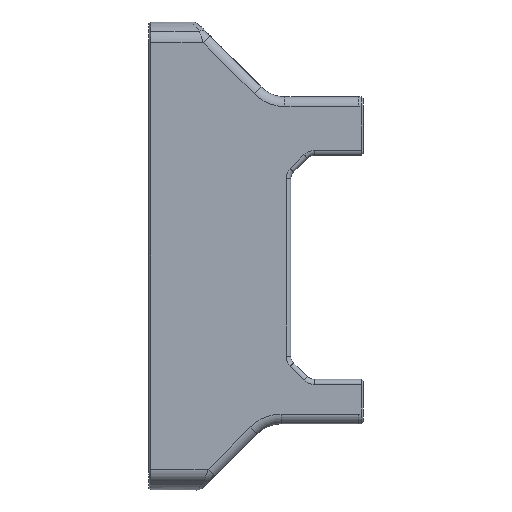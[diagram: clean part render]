
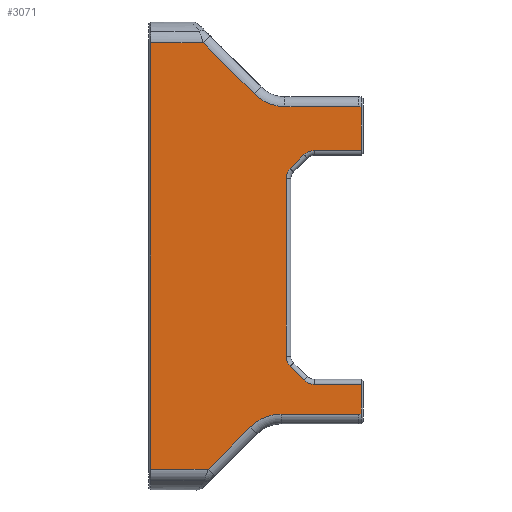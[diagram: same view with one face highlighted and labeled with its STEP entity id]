
A CAD part, front view. The second image highlights one B-rep face of the part: STEP entity #3071.
In plain terms, the highlighted planar face has unit normal (0, -1, 0).
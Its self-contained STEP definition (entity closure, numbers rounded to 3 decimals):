
#182=PLANE('',#3418);
#404=FACE_OUTER_BOUND('',#600,.T.);
#600=EDGE_LOOP('',(#2763,#2764,#2765,#2766,#2767,#2768,#2769,#2770,#2771,
#2772,#2773,#2774,#2775,#2776,#2777,#2778,#2779,#2780,#2781,#2782,#2783,
#2784,#2785));
#613=LINE('',#4329,#838);
#615=LINE('',#4341,#840);
#618=LINE('',#4351,#843);
#619=LINE('',#4353,#844);
#621=LINE('',#4359,#846);
#624=LINE('',#4365,#849);
#627=LINE('',#4397,#852);
#629=LINE('',#4409,#854);
#634=LINE('',#4603,#859);
#636=LINE('',#4615,#861);
#640=LINE('',#4634,#865);
#787=LINE('',#8037,#1012);
#795=LINE('',#8073,#1020);
#809=LINE('',#8155,#1034);
#817=LINE('',#8343,#1042);
#818=LINE('',#8346,#1043);
#823=LINE('',#8357,#1048);
#838=VECTOR('',#3436,1.);
#840=VECTOR('',#3450,1.);
#843=VECTOR('',#3459,1.);
#844=VECTOR('',#3460,1.);
#846=VECTOR('',#3466,1.);
#849=VECTOR('',#3471,1.);
#852=VECTOR('',#3482,1.);
#854=VECTOR('',#3496,1.);
#859=VECTOR('',#3521,1.);
#861=VECTOR('',#3535,1.);
#865=VECTOR('',#3555,1.);
#1012=VECTOR('',#4202,1.);
#1020=VECTOR('',#4218,1.);
#1034=VECTOR('',#4256,1.);
#1042=VECTOR('',#4268,1.);
#1043=VECTOR('',#4271,1.);
#1048=VECTOR('',#4286,1.);
#1065=CIRCLE('',#3101,9.);
#1075=CIRCLE('',#3118,9.);
#1080=CIRCLE('',#3127,3.);
#1082=CIRCLE('',#3133,3.);
#1086=CIRCLE('',#3139,3.);
#1093=CIRCLE('',#3152,3.);
#1216=VERTEX_POINT('',#4325);
#1218=VERTEX_POINT('',#4328);
#1220=VERTEX_POINT('',#4334);
#1222=VERTEX_POINT('',#4340);
#1226=VERTEX_POINT('',#4350);
#1227=VERTEX_POINT('',#4352);
#1229=VERTEX_POINT('',#4358);
#1231=VERTEX_POINT('',#4364);
#1234=VERTEX_POINT('',#4391);
#1237=VERTEX_POINT('',#4399);
#1240=VERTEX_POINT('',#4406);
#1246=VERTEX_POINT('',#4499);
#1247=VERTEX_POINT('',#4501);
#1251=VERTEX_POINT('',#4602);
#1253=VERTEX_POINT('',#4608);
#1255=VERTEX_POINT('',#4614);
#1257=VERTEX_POINT('',#4620);
#1262=VERTEX_POINT('',#4633);
#1268=VERTEX_POINT('',#4814);
#1446=VERTEX_POINT('',#8029);
#1453=VERTEX_POINT('',#8072);
#1468=VERTEX_POINT('',#8295);
#1469=VERTEX_POINT('',#8345);
#1482=EDGE_CURVE('',#1216,#1218,#613,.F.);
#1485=EDGE_CURVE('',#1218,#1220,#1065,.F.);
#1488=EDGE_CURVE('',#1220,#1222,#615,.F.);
#1493=EDGE_CURVE('',#1226,#1222,#618,.F.);
#1494=EDGE_CURVE('',#1226,#1227,#619,.T.);
#1497=EDGE_CURVE('',#1227,#1229,#621,.T.);
#1500=EDGE_CURVE('',#1229,#1231,#624,.F.);
#1507=EDGE_CURVE('',#1234,#1231,#627,.F.);
#1510=EDGE_CURVE('',#1237,#1234,#1075,.T.);
#1513=EDGE_CURVE('',#1240,#1237,#629,.F.);
#1522=EDGE_CURVE('',#1246,#1247,#1080,.T.);
#1528=EDGE_CURVE('',#1251,#1246,#634,.T.);
#1531=EDGE_CURVE('',#1253,#1251,#1082,.T.);
#1534=EDGE_CURVE('',#1255,#1253,#636,.T.);
#1537=EDGE_CURVE('',#1257,#1255,#1086,.T.);
#1543=EDGE_CURVE('',#1262,#1257,#640,.F.);
#1555=EDGE_CURVE('',#1268,#1262,#1093,.T.);
#1864=EDGE_CURVE('',#1216,#1446,#787,.T.);
#1874=EDGE_CURVE('',#1453,#1268,#795,.F.);
#1893=EDGE_CURVE('',#1453,#1446,#809,.F.);
#1905=EDGE_CURVE('',#1240,#1468,#817,.T.);
#1906=EDGE_CURVE('',#1247,#1469,#818,.T.);
#1912=EDGE_CURVE('',#1468,#1469,#823,.F.);
#2763=ORIENTED_EDGE('',*,*,#1912,.F.);
#2764=ORIENTED_EDGE('',*,*,#1905,.F.);
#2765=ORIENTED_EDGE('',*,*,#1513,.T.);
#2766=ORIENTED_EDGE('',*,*,#1510,.T.);
#2767=ORIENTED_EDGE('',*,*,#1507,.T.);
#2768=ORIENTED_EDGE('',*,*,#1500,.F.);
#2769=ORIENTED_EDGE('',*,*,#1497,.F.);
#2770=ORIENTED_EDGE('',*,*,#1494,.F.);
#2771=ORIENTED_EDGE('',*,*,#1493,.T.);
#2772=ORIENTED_EDGE('',*,*,#1488,.F.);
#2773=ORIENTED_EDGE('',*,*,#1485,.F.);
#2774=ORIENTED_EDGE('',*,*,#1482,.F.);
#2775=ORIENTED_EDGE('',*,*,#1864,.T.);
#2776=ORIENTED_EDGE('',*,*,#1893,.F.);
#2777=ORIENTED_EDGE('',*,*,#1874,.T.);
#2778=ORIENTED_EDGE('',*,*,#1555,.T.);
#2779=ORIENTED_EDGE('',*,*,#1543,.T.);
#2780=ORIENTED_EDGE('',*,*,#1537,.T.);
#2781=ORIENTED_EDGE('',*,*,#1534,.T.);
#2782=ORIENTED_EDGE('',*,*,#1531,.T.);
#2783=ORIENTED_EDGE('',*,*,#1528,.T.);
#2784=ORIENTED_EDGE('',*,*,#1522,.T.);
#2785=ORIENTED_EDGE('',*,*,#1906,.T.);
#3071=ADVANCED_FACE('',(#404),#182,.F.);
#3101=AXIS2_PLACEMENT_3D('',#4335,#3442,#3443);
#3118=AXIS2_PLACEMENT_3D('',#4403,#3489,#3490);
#3127=AXIS2_PLACEMENT_3D('',#4503,#3511,#3512);
#3133=AXIS2_PLACEMENT_3D('',#4609,#3527,#3528);
#3139=AXIS2_PLACEMENT_3D('',#4621,#3541,#3542);
#3152=AXIS2_PLACEMENT_3D('',#4816,#3573,#3574);
#3418=AXIS2_PLACEMENT_3D('',#8356,#4284,#4285);
#3436=DIRECTION('',(1.,0.,0.));
#3442=DIRECTION('center_axis',(0.,1.,0.));
#3443=DIRECTION('ref_axis',(0.,0.,-1.));
#3450=DIRECTION('',(0.707,0.,0.707));
#3459=DIRECTION('',(-1.,0.,0.));
#3460=DIRECTION('',(-1.,0.,0.));
#3466=DIRECTION('',(0.,0.,1.));
#3471=DIRECTION('',(-1.,0.,0.));
#3482=DIRECTION('',(0.707,0.,-0.707));
#3489=DIRECTION('center_axis',(0.,1.,0.));
#3490=DIRECTION('ref_axis',(0.,0.,-1.));
#3496=DIRECTION('',(1.,0.,0.));
#3511=DIRECTION('center_axis',(0.,1.,0.));
#3512=DIRECTION('ref_axis',(0.,0.,-1.));
#3521=DIRECTION('',(0.707,0.,0.707));
#3527=DIRECTION('center_axis',(0.,1.,0.));
#3528=DIRECTION('ref_axis',(0.,0.,-1.));
#3535=DIRECTION('',(0.,0.,1.));
#3541=DIRECTION('center_axis',(0.,1.,0.));
#3542=DIRECTION('ref_axis',(0.,0.,-1.));
#3555=DIRECTION('',(0.707,0.,-0.707));
#3573=DIRECTION('center_axis',(0.,1.,0.));
#3574=DIRECTION('ref_axis',(0.,0.,-1.));
#4202=DIRECTION('',(1.,0.,0.));
#4218=DIRECTION('',(1.,0.,0.));
#4256=DIRECTION('',(0.,0.,1.));
#4268=DIRECTION('',(1.,0.,0.));
#4271=DIRECTION('',(1.,0.,0.));
#4284=DIRECTION('center_axis',(0.,1.,0.));
#4285=DIRECTION('ref_axis',(0.,0.,1.));
#4286=DIRECTION('',(0.,0.,1.));
#4325=CARTESIAN_POINT('',(46.744,36.942,-46.965));
#4328=CARTESIAN_POINT('',(30.714,36.942,-46.965));
#4329=CARTESIAN_POINT('',(27.236,36.942,-46.965));
#4334=CARTESIAN_POINT('',(24.35,36.942,-49.601));
#4335=CARTESIAN_POINT('Origin',(30.714,36.942,-55.965));
#4340=CARTESIAN_POINT('',(15.626,36.942,-58.325));
#4341=CARTESIAN_POINT('',(27.236,36.942,-46.715));
#4350=CARTESIAN_POINT('',(8.328,36.942,-58.325));
#4351=CARTESIAN_POINT('',(5.828,36.942,-58.325));
#4352=CARTESIAN_POINT('',(3.728,36.942,-58.325));
#4353=CARTESIAN_POINT('',(5.828,36.942,-58.325));
#4358=CARTESIAN_POINT('',(3.728,36.942,29.857));
#4359=CARTESIAN_POINT('',(3.728,36.942,-14.234));
#4364=CARTESIAN_POINT('',(14.626,36.942,29.857));
#4365=CARTESIAN_POINT('',(5.828,36.942,29.857));
#4391=CARTESIAN_POINT('',(25.164,36.942,19.319));
#4397=CARTESIAN_POINT('',(27.236,36.942,17.247));
#4399=CARTESIAN_POINT('',(31.528,36.942,16.683));
#4403=CARTESIAN_POINT('Origin',(31.528,36.942,25.683));
#4406=CARTESIAN_POINT('',(46.744,36.942,16.683));
#4409=CARTESIAN_POINT('',(27.236,36.942,16.683));
#4499=CARTESIAN_POINT('',(35.451,36.942,6.705));
#4501=CARTESIAN_POINT('',(37.572,36.942,7.583));
#4503=CARTESIAN_POINT('Origin',(37.572,36.942,4.583));
#4602=CARTESIAN_POINT('',(32.623,36.942,3.876));
#4603=CARTESIAN_POINT('',(25.736,36.942,-3.01));
#4608=CARTESIAN_POINT('',(31.744,36.942,1.755));
#4609=CARTESIAN_POINT('Origin',(34.744,36.942,1.755));
#4614=CARTESIAN_POINT('',(31.744,36.942,-34.937));
#4615=CARTESIAN_POINT('',(31.744,36.942,-14.234));
#4620=CARTESIAN_POINT('',(32.623,36.942,-37.058));
#4621=CARTESIAN_POINT('Origin',(34.744,36.942,-34.937));
#4633=CARTESIAN_POINT('',(35.451,36.942,-39.886));
#4634=CARTESIAN_POINT('',(25.736,36.942,-30.171));
#4814=CARTESIAN_POINT('',(37.572,36.942,-40.765));
#4816=CARTESIAN_POINT('Origin',(37.572,36.942,-37.765));
#8029=CARTESIAN_POINT('',(47.344,36.942,-46.965));
#8037=CARTESIAN_POINT('',(47.244,36.942,-46.965));
#8072=CARTESIAN_POINT('',(47.344,36.942,-40.765));
#8073=CARTESIAN_POINT('',(25.736,36.942,-40.765));
#8155=CARTESIAN_POINT('',(47.344,36.942,-14.234));
#8295=CARTESIAN_POINT('',(47.344,36.942,16.683));
#8343=CARTESIAN_POINT('',(47.244,36.942,16.683));
#8345=CARTESIAN_POINT('',(47.344,36.942,7.583));
#8346=CARTESIAN_POINT('',(25.736,36.942,7.583));
#8356=CARTESIAN_POINT('Origin',(6.328,36.942,23.849));
#8357=CARTESIAN_POINT('',(47.344,36.942,12.133));
